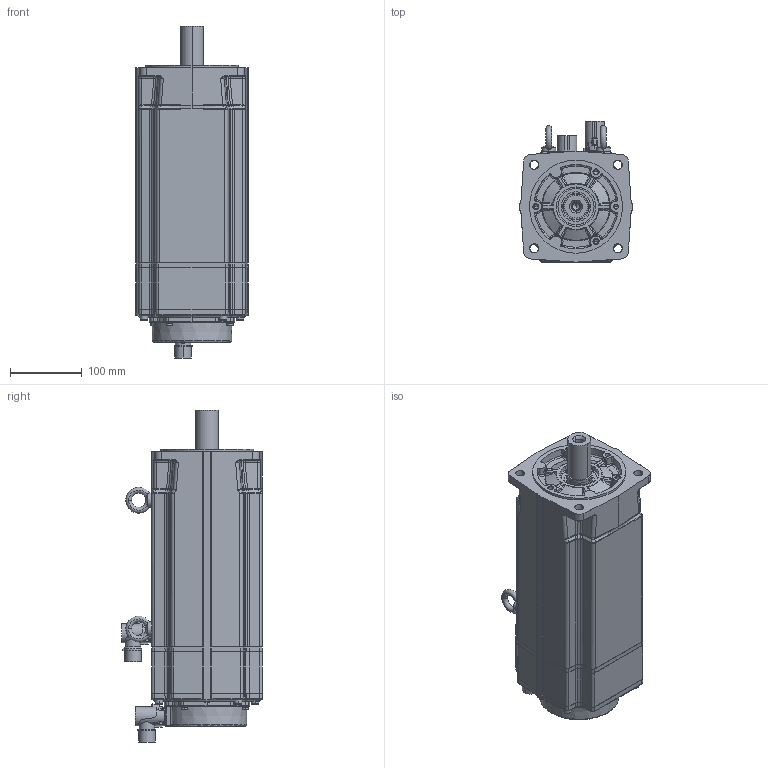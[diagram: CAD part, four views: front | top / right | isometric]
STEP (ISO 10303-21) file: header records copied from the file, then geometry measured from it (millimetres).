
FILE_DESCRIPTION((''),'2;1');
FILE_NAME('NX860EAR7300_SW0001','2004-06-25T',('pr1'),(''),'PRO/ENGINEER BY PARAMETRIC TECHNOLOGY CORPORATION, 2001500','PRO/ENGINEER BY PARAMETRIC TECHNOLOGY CORPORATION, 2001500','');
FILE_SCHEMA(('CONFIG_CONTROL_DESIGN'));
Products named in the file (1): NX860EAR7300_SW0001
Bounding box: 157 x 197 x 463.9 mm (x, y, z)
Volume: 7688928.8 mm3; surface area: 300535.4 mm2
Topology: 1 solids, 1 shells, 2502 faces, 6333 edges, 3895 vertices
Faces by surface type: plane 1098, cylinder 530, bspline 481, cone 237, torus 126, sphere 30
Entity records: 102288 total; most frequent: CARTESIAN_POINT 46133, ORIENTED_EDGE 12546, DIRECTION 10420, EDGE_CURVE 6273, VERTEX_POINT 3895, AXIS2_PLACEMENT_3D 3545, VECTOR 3330, LINE 3330
